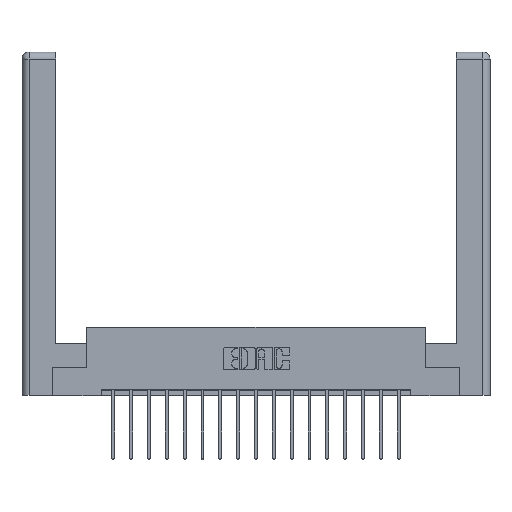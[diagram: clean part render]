
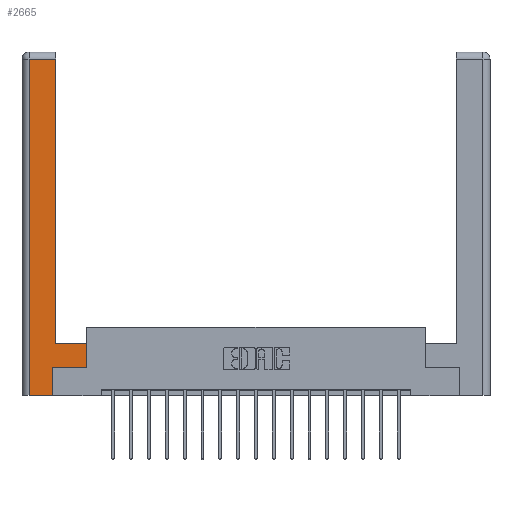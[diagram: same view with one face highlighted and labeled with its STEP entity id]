
A CAD part, top view. The second image highlights one B-rep face of the part: STEP entity #2665.
In plain terms, the highlighted planar face has unit normal (0, 0, 1).
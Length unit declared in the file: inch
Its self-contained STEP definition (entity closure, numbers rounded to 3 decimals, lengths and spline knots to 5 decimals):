
#89 = LINE ( 'NONE', #7636, #16457 ) ;
#685 = LINE ( 'NONE', #5840, #4166 ) ;
#1028 = EDGE_CURVE ( 'NONE', #16132, #18707, #89, .T. ) ;
#1131 = CARTESIAN_POINT ( 'NONE',  ( 0.565, 0.245, 0. ) ) ;
#1182 = VECTOR ( 'NONE', #5462, 39.37008 ) ;
#1412 = CARTESIAN_POINT ( 'NONE',  ( 0.265, 0.245, 0. ) ) ;
#1466 = CARTESIAN_POINT ( 'NONE',  ( 0.295, 2.94, 0. ) ) ;
#1979 = EDGE_CURVE ( 'NONE', #16710, #7424, #10134, .T. ) ;
#2071 = ORIENTED_EDGE ( 'NONE', *, *, #16334, .T. ) ;
#2665 = ADVANCED_FACE ( 'NONE', ( #3276 ), #12665, .F. ) ;
#2971 = DIRECTION ( 'NONE',  ( -1., 0., 0. ) ) ;
#3248 = LINE ( 'NONE', #15949, #1182 ) ;
#3276 = FACE_OUTER_BOUND ( 'NONE', #13415, .T. ) ;
#3569 = DIRECTION ( 'NONE',  ( 0., 1., 0. ) ) ;
#3785 = AXIS2_PLACEMENT_3D ( 'NONE', #6836, #8351, #8292 ) ;
#4166 = VECTOR ( 'NONE', #14737, 39.37008 ) ;
#4174 = CARTESIAN_POINT ( 'NONE',  ( 0.565, 0.45, 0. ) ) ;
#4285 = ORIENTED_EDGE ( 'NONE', *, *, #10050, .T. ) ;
#4741 = EDGE_CURVE ( 'NONE', #7424, #16132, #10222, .T. ) ;
#5130 = VECTOR ( 'NONE', #2971, 39.37008 ) ;
#5462 = DIRECTION ( 'NONE',  ( 1., 0., 0. ) ) ;
#5723 = CARTESIAN_POINT ( 'NONE',  ( 0.265, 0., 0. ) ) ;
#5788 = CARTESIAN_POINT ( 'NONE',  ( 0.0615, 0., 0. ) ) ;
#5840 = CARTESIAN_POINT ( 'NONE',  ( 0.265, 0., 0. ) ) ;
#5931 = DIRECTION ( 'NONE',  ( -1., 0., 0. ) ) ;
#6836 = CARTESIAN_POINT ( 'NONE',  ( 0., 0., 0. ) ) ;
#7424 = VERTEX_POINT ( 'NONE', #15309 ) ;
#7597 = VERTEX_POINT ( 'NONE', #1131 ) ;
#7636 = CARTESIAN_POINT ( 'NONE',  ( 0.0615, 2.94, 0. ) ) ;
#8174 = ORIENTED_EDGE ( 'NONE', *, *, #1979, .T. ) ;
#8292 = DIRECTION ( 'NONE',  ( -1., 0., 0. ) ) ;
#8351 = DIRECTION ( 'NONE',  ( 0., 0., -1. ) ) ;
#8424 = EDGE_CURVE ( 'NONE', #12203, #16520, #17020, .T. ) ;
#8947 = VECTOR ( 'NONE', #11695, 39.37008 ) ;
#9130 = ORIENTED_EDGE ( 'NONE', *, *, #1028, .T. ) ;
#10050 = EDGE_CURVE ( 'NONE', #7597, #16710, #10139, .T. ) ;
#10134 = LINE ( 'NONE', #19089, #5130 ) ;
#10139 = LINE ( 'NONE', #4174, #13647 ) ;
#10144 = ORIENTED_EDGE ( 'NONE', *, *, #17282, .T. ) ;
#10222 = LINE ( 'NONE', #15479, #15112 ) ;
#10666 = VERTEX_POINT ( 'NONE', #18217 ) ;
#11393 = DIRECTION ( 'NONE',  ( 0., -1., 0. ) ) ;
#11695 = DIRECTION ( 'NONE',  ( 0., 1., 0. ) ) ;
#12203 = VERTEX_POINT ( 'NONE', #5723 ) ;
#12263 = VECTOR ( 'NONE', #11393, 39.37008 ) ;
#12665 = PLANE ( 'NONE',  #3785 ) ;
#13415 = EDGE_LOOP ( 'NONE', ( #15561, #9130, #15817, #10144, #15862, #2071, #4285, #8174 ) ) ;
#13647 = VECTOR ( 'NONE', #14455, 39.37008 ) ;
#14293 = CARTESIAN_POINT ( 'NONE',  ( 0.565, 0.45, 0. ) ) ;
#14455 = DIRECTION ( 'NONE',  ( 0., 1., 0. ) ) ;
#14737 = DIRECTION ( 'NONE',  ( 1., 0., 0. ) ) ;
#15112 = VECTOR ( 'NONE', #3569, 39.37008 ) ;
#15165 = CARTESIAN_POINT ( 'NONE',  ( 0.0615, 2.94, 0. ) ) ;
#15309 = CARTESIAN_POINT ( 'NONE',  ( 0.295, 0.45, 0. ) ) ;
#15479 = CARTESIAN_POINT ( 'NONE',  ( 0.295, 3., 0. ) ) ;
#15516 = LINE ( 'NONE', #5788, #12263 ) ;
#15561 = ORIENTED_EDGE ( 'NONE', *, *, #4741, .T. ) ;
#15612 = EDGE_CURVE ( 'NONE', #18707, #10666, #15516, .T. ) ;
#15817 = ORIENTED_EDGE ( 'NONE', *, *, #15612, .T. ) ;
#15862 = ORIENTED_EDGE ( 'NONE', *, *, #8424, .T. ) ;
#15949 = CARTESIAN_POINT ( 'NONE',  ( 0.565, 0.245, 0. ) ) ;
#16132 = VERTEX_POINT ( 'NONE', #1466 ) ;
#16200 = CARTESIAN_POINT ( 'NONE',  ( 0.265, 0.245, 0. ) ) ;
#16334 = EDGE_CURVE ( 'NONE', #16520, #7597, #3248, .T. ) ;
#16457 = VECTOR ( 'NONE', #5931, 39.37008 ) ;
#16520 = VERTEX_POINT ( 'NONE', #16200 ) ;
#16710 = VERTEX_POINT ( 'NONE', #14293 ) ;
#17020 = LINE ( 'NONE', #1412, #8947 ) ;
#17282 = EDGE_CURVE ( 'NONE', #10666, #12203, #685, .T. ) ;
#18217 = CARTESIAN_POINT ( 'NONE',  ( 0.0615, 0., 0. ) ) ;
#18707 = VERTEX_POINT ( 'NONE', #15165 ) ;
#19089 = CARTESIAN_POINT ( 'NONE',  ( 0.295, 0.45, 0. ) ) ;
